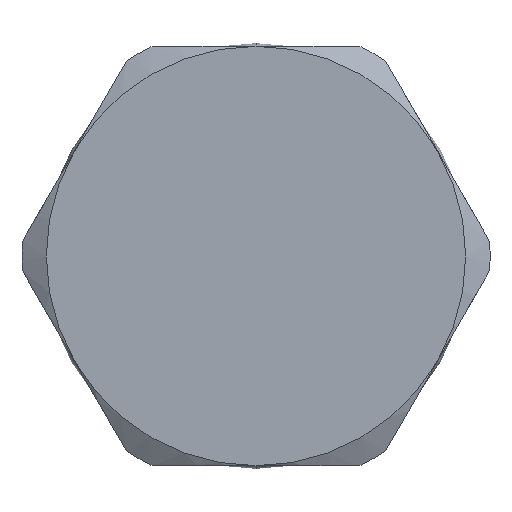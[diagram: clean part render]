
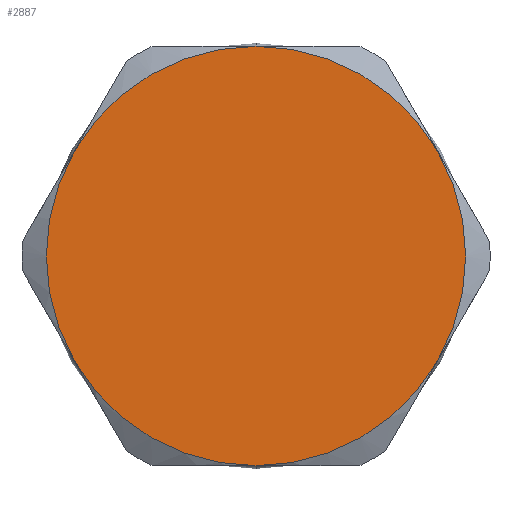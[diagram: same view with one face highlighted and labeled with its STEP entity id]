
A CAD part, left-side view. The second image highlights one B-rep face of the part: STEP entity #2887.
In plain terms, the highlighted planar face has unit normal (-1, 0, 0).
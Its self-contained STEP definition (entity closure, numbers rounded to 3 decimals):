
#66 = FACE_OUTER_BOUND ( 'NONE', #6090, .T. ) ;
#538 = DIRECTION ( 'NONE',  ( 0., 0., -1. ) ) ;
#539 = DIRECTION ( 'NONE',  ( 1., 0., 0. ) ) ;
#540 = CARTESIAN_POINT ( 'NONE',  ( 0., 0., 0. ) ) ;
#1013 = CARTESIAN_POINT ( 'NONE',  ( 0., 0., 0. ) ) ;
#1037 = DIRECTION ( 'NONE',  ( 1., 0., 0. ) ) ;
#1039 = DIRECTION ( 'NONE',  ( 0., 0., -1. ) ) ;
#1136 = DIRECTION ( 'NONE',  ( 1., 0., 0. ) ) ;
#1328 = DIRECTION ( 'NONE',  ( 0., 0., -1. ) ) ;
#1329 = DIRECTION ( 'NONE',  ( 1., 0., 0. ) ) ;
#1330 = CARTESIAN_POINT ( 'NONE',  ( 0., 0., 0. ) ) ;
#1364 = DIRECTION ( 'NONE',  ( 0., 0., -1. ) ) ;
#1365 = DIRECTION ( 'NONE',  ( 1., 0., 0. ) ) ;
#1366 = CARTESIAN_POINT ( 'NONE',  ( 0., 0., 0. ) ) ;
#1383 = CARTESIAN_POINT ( 'NONE',  ( 0., 0., 0. ) ) ;
#1486 = DIRECTION ( 'NONE',  ( 0., 0., -1. ) ) ;
#1511 = AXIS2_PLACEMENT_3D ( 'NONE', #540, #539, #538 ) ;
#1516 = EDGE_CURVE ( 'NONE', #7488, #7420, #7135, .T. ) ;
#1547 = EDGE_CURVE ( 'NONE', #7437, #7249, #8110, .T. ) ;
#1556 = EDGE_CURVE ( 'NONE', #7249, #7180, #8115, .T. ) ;
#1565 = AXIS2_PLACEMENT_3D ( 'NONE', #1383, #1136, #1486 ) ;
#1573 = AXIS2_PLACEMENT_3D ( 'NONE', #1366, #1365, #1364 ) ;
#1585 = AXIS2_PLACEMENT_3D ( 'NONE', #1330, #1329, #1328 ) ;
#1666 = EDGE_CURVE ( 'NONE', #7180, #7480, #8121, .T. ) ;
#1667 = EDGE_CURVE ( 'NONE', #7480, #7488, #7538, .T. ) ;
#1991 = AXIS2_PLACEMENT_3D ( 'NONE', #9064, #8931, #8970 ) ;
#2200 = AXIS2_PLACEMENT_3D ( 'NONE', #1013, #1037, #1039 ) ;
#2360 = AXIS2_PLACEMENT_3D ( 'NONE', #4891, #4900, #4904 ) ;
#2464 = EDGE_CURVE ( 'NONE', #7437, #7420, #7920, .T. ) ;
#2887 = ADVANCED_FACE ( 'NONE', ( #66 ), #4903, .F. ) ;
#3281 = CARTESIAN_POINT ( 'NONE',  ( 0., 9.622, -5.555 ) ) ;
#3300 = CARTESIAN_POINT ( 'NONE',  ( 0., 0., 11.11 ) ) ;
#3302 = CARTESIAN_POINT ( 'NONE',  ( 0., 0., -11.11 ) ) ;
#3338 = CARTESIAN_POINT ( 'NONE',  ( 0., 9.622, 5.555 ) ) ;
#3455 = CARTESIAN_POINT ( 'NONE',  ( 0., -9.622, 5.555 ) ) ;
#3567 = CARTESIAN_POINT ( 'NONE',  ( 0., -9.622, -5.555 ) ) ;
#4891 = CARTESIAN_POINT ( 'NONE',  ( 0., -12.829, 0. ) ) ;
#4900 = DIRECTION ( 'NONE',  ( 1., 0., 0. ) ) ;
#4903 = PLANE ( 'NONE',  #2360 ) ;
#4904 = DIRECTION ( 'NONE',  ( 0., 0., -1. ) ) ;
#6071 = ORIENTED_EDGE ( 'NONE', *, *, #1556, .F. ) ;
#6089 = ORIENTED_EDGE ( 'NONE', *, *, #1667, .F. ) ;
#6090 = EDGE_LOOP ( 'NONE', ( #6089, #6462, #6071, #6105, #6357, #6356 ) ) ;
#6105 = ORIENTED_EDGE ( 'NONE', *, *, #1547, .F. ) ;
#6356 = ORIENTED_EDGE ( 'NONE', *, *, #1516, .F. ) ;
#6357 = ORIENTED_EDGE ( 'NONE', *, *, #2464, .T. ) ;
#6462 = ORIENTED_EDGE ( 'NONE', *, *, #1666, .F. ) ;
#7135 = CIRCLE ( 'NONE', #1565, 11.11 ) ;
#7180 = VERTEX_POINT ( 'NONE', #3567 ) ;
#7249 = VERTEX_POINT ( 'NONE', #3455 ) ;
#7420 = VERTEX_POINT ( 'NONE', #3338 ) ;
#7437 = VERTEX_POINT ( 'NONE', #3300 ) ;
#7480 = VERTEX_POINT ( 'NONE', #3302 ) ;
#7488 = VERTEX_POINT ( 'NONE', #3281 ) ;
#7538 = CIRCLE ( 'NONE', #2200, 11.11 ) ;
#7920 = CIRCLE ( 'NONE', #1991, 11.11 ) ;
#8110 = CIRCLE ( 'NONE', #1573, 11.11 ) ;
#8115 = CIRCLE ( 'NONE', #1585, 11.11 ) ;
#8121 = CIRCLE ( 'NONE', #1511, 11.11 ) ;
#8931 = DIRECTION ( 'NONE',  ( -1., 0., 0. ) ) ;
#8970 = DIRECTION ( 'NONE',  ( 0., 0., 1. ) ) ;
#9064 = CARTESIAN_POINT ( 'NONE',  ( 0., 0., 0. ) ) ;
